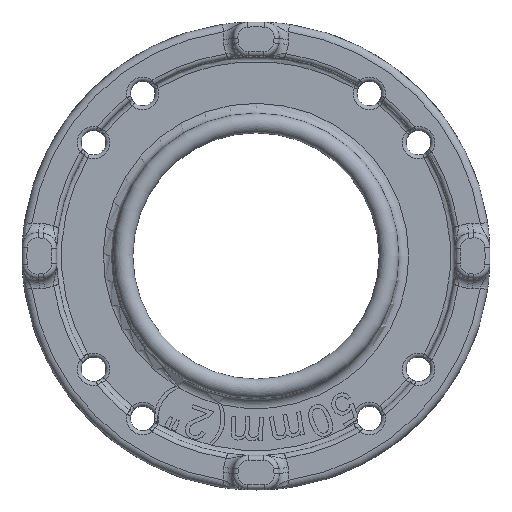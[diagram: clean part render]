
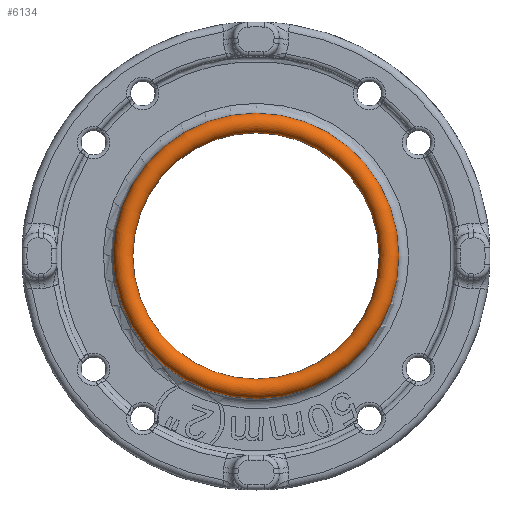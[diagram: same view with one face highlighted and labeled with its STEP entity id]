
A CAD part, top view. The second image highlights one B-rep face of the part: STEP entity #6134.
In plain terms, the highlighted toroidal (fillet/blend) face has major radius 27 mm and minor radius 2 mm.
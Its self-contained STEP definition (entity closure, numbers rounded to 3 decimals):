
#858=TOROIDAL_SURFACE('',#6572,27.,2.);
#1174=FACE_OUTER_BOUND('',#1552,.T.);
#1552=EDGE_LOOP('',(#5361,#5362,#5363,#5364,#5365));
#2165=CIRCLE('',#6570,25.);
#2166=CIRCLE('',#6571,25.);
#2167=CIRCLE('',#6573,29.);
#2168=CIRCLE('',#6574,2.);
#2787=VERTEX_POINT('',#14040);
#2788=VERTEX_POINT('',#14041);
#2789=VERTEX_POINT('',#14046);
#3663=EDGE_CURVE('',#2787,#2788,#2165,.T.);
#3664=EDGE_CURVE('',#2788,#2787,#2166,.T.);
#3666=EDGE_CURVE('',#2789,#2789,#2167,.T.);
#3667=EDGE_CURVE('',#2789,#2787,#2168,.T.);
#5361=ORIENTED_EDGE('',*,*,#3666,.T.);
#5362=ORIENTED_EDGE('',*,*,#3667,.T.);
#5363=ORIENTED_EDGE('',*,*,#3663,.T.);
#5364=ORIENTED_EDGE('',*,*,#3664,.T.);
#5365=ORIENTED_EDGE('',*,*,#3667,.F.);
#6134=ADVANCED_FACE('',(#1174),#858,.T.);
#6570=AXIS2_PLACEMENT_3D('',#14042,#7712,#7713);
#6571=AXIS2_PLACEMENT_3D('',#14043,#7714,#7715);
#6572=AXIS2_PLACEMENT_3D('',#14045,#7717,#7718);
#6573=AXIS2_PLACEMENT_3D('',#14047,#7719,#7720);
#6574=AXIS2_PLACEMENT_3D('',#14048,#7721,#7722);
#7712=DIRECTION('center_axis',(0.,0.,-1.));
#7713=DIRECTION('ref_axis',(-1.,0.,0.));
#7714=DIRECTION('center_axis',(0.,0.,-1.));
#7715=DIRECTION('ref_axis',(-1.,0.,0.));
#7717=DIRECTION('center_axis',(0.,0.,-1.));
#7718=DIRECTION('ref_axis',(-1.,0.,0.));
#7719=DIRECTION('center_axis',(0.,0.,1.));
#7720=DIRECTION('ref_axis',(-1.,0.,0.));
#7721=DIRECTION('center_axis',(0.,-1.,0.));
#7722=DIRECTION('ref_axis',(1.,0.,0.));
#14040=CARTESIAN_POINT('',(25.,0.,9.));
#14041=CARTESIAN_POINT('',(-25.,0.,9.));
#14042=CARTESIAN_POINT('Origin',(0.,0.,9.));
#14043=CARTESIAN_POINT('Origin',(0.,0.,9.));
#14045=CARTESIAN_POINT('Origin',(0.,0.,9.));
#14046=CARTESIAN_POINT('',(29.,0.,9.));
#14047=CARTESIAN_POINT('Origin',(0.,0.,9.));
#14048=CARTESIAN_POINT('Origin',(27.,0.,9.));
